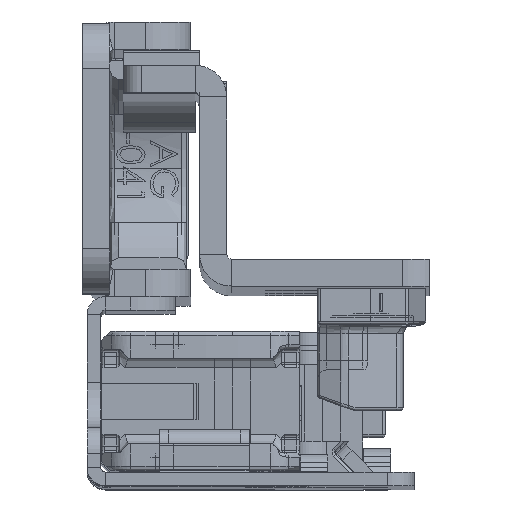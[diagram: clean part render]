
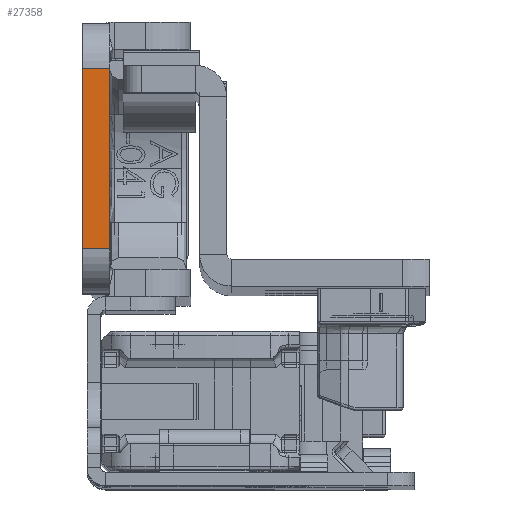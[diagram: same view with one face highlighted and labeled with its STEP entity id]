
A CAD part, top view. The second image highlights one B-rep face of the part: STEP entity #27358.
In plain terms, the highlighted planar face has unit normal (0, 0, 1).
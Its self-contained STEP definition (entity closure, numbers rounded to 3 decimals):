
#2159 = FACE_OUTER_BOUND ( 'NONE', #39298, .T. ) ;
#2180 = EDGE_CURVE ( 'NONE', #27190, #2634, #37038, .T. ) ;
#2634 = VERTEX_POINT ( 'NONE', #56609 ) ;
#4220 = VECTOR ( 'NONE', #49067, 1000. ) ;
#5357 = CARTESIAN_POINT ( 'NONE',  ( 3., -22.5, 0. ) ) ;
#7897 = CARTESIAN_POINT ( 'NONE',  ( 3., 10., 0. ) ) ;
#8921 = VERTEX_POINT ( 'NONE', #7897 ) ;
#9985 = EDGE_CURVE ( 'NONE', #8921, #48921, #64185, .T. ) ;
#11169 = DIRECTION ( 'NONE',  ( 0., -1., 0. ) ) ;
#16822 = VECTOR ( 'NONE', #11169, 1000. ) ;
#24381 = DIRECTION ( 'NONE',  ( -1., 0., 0. ) ) ;
#26926 = ORIENTED_EDGE ( 'NONE', *, *, #45423, .F. ) ;
#27190 = VERTEX_POINT ( 'NONE', #64653 ) ;
#27358 = ADVANCED_FACE ( 'NONE', ( #2159 ), #46610, .F. ) ;
#36393 = DIRECTION ( 'NONE',  ( 0., 0., -1. ) ) ;
#37038 = LINE ( 'NONE', #42518, #4220 ) ;
#37042 = CARTESIAN_POINT ( 'NONE',  ( 0., -22.5, 0. ) ) ;
#39298 = EDGE_LOOP ( 'NONE', ( #46196, #26926, #41255, #64947 ) ) ;
#41255 = ORIENTED_EDGE ( 'NONE', *, *, #9985, .T. ) ;
#42518 = CARTESIAN_POINT ( 'NONE',  ( 3., -10., 0. ) ) ;
#45423 = EDGE_CURVE ( 'NONE', #8921, #27190, #61123, .T. ) ;
#46185 = CARTESIAN_POINT ( 'NONE',  ( 0., 10., 0. ) ) ;
#46196 = ORIENTED_EDGE ( 'NONE', *, *, #2180, .F. ) ;
#46610 = PLANE ( 'NONE',  #54051 ) ;
#48065 = VECTOR ( 'NONE', #59303, 1000. ) ;
#48921 = VERTEX_POINT ( 'NONE', #46185 ) ;
#49067 = DIRECTION ( 'NONE',  ( -1., 0., 0. ) ) ;
#52155 = DIRECTION ( 'NONE',  ( -1., 0., 0. ) ) ;
#54051 = AXIS2_PLACEMENT_3D ( 'NONE', #68868, #36393, #24381 ) ;
#56609 = CARTESIAN_POINT ( 'NONE',  ( 0., -10., 0. ) ) ;
#59303 = DIRECTION ( 'NONE',  ( 0., -1., 0. ) ) ;
#61123 = LINE ( 'NONE', #5357, #16822 ) ;
#63816 = CARTESIAN_POINT ( 'NONE',  ( 3., 10., 0. ) ) ;
#64185 = LINE ( 'NONE', #63816, #68891 ) ;
#64653 = CARTESIAN_POINT ( 'NONE',  ( 3., -10., 0. ) ) ;
#64776 = LINE ( 'NONE', #37042, #48065 ) ;
#64947 = ORIENTED_EDGE ( 'NONE', *, *, #69749, .T. ) ;
#68868 = CARTESIAN_POINT ( 'NONE',  ( 3., -22.5, 0. ) ) ;
#68891 = VECTOR ( 'NONE', #52155, 1000. ) ;
#69749 = EDGE_CURVE ( 'NONE', #48921, #2634, #64776, .T. ) ;
